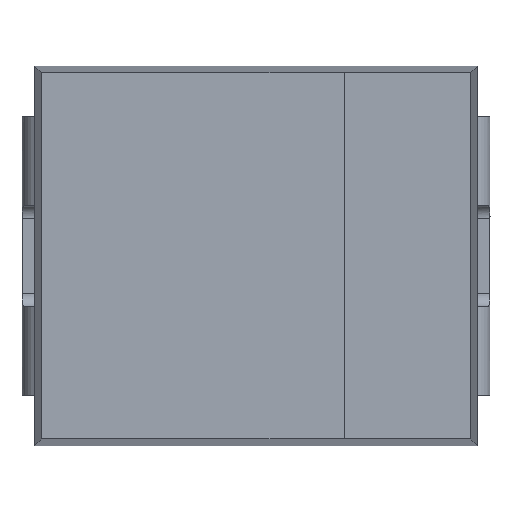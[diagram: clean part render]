
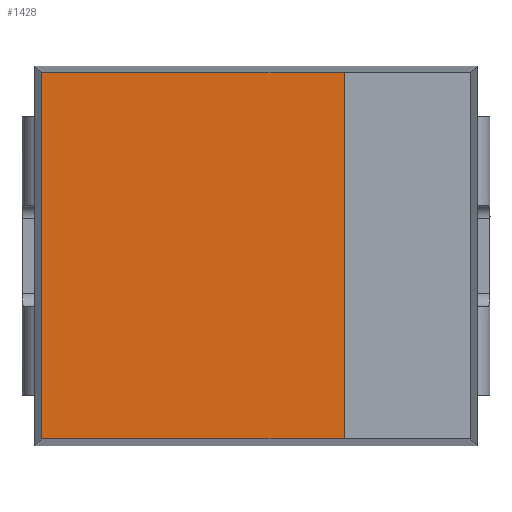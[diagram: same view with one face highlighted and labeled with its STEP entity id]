
A CAD part, top view. The second image highlights one B-rep face of the part: STEP entity #1428.
In plain terms, the highlighted planar face has unit normal (0, 0, 1).
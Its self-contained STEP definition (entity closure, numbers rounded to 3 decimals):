
#49=LINE('',#2108,#209);
#75=LINE('',#2159,#235);
#77=LINE('',#2163,#237);
#78=LINE('',#2164,#238);
#209=VECTOR('',#1698,10.);
#235=VECTOR('',#1744,10.);
#237=VECTOR('',#1748,10.);
#238=VECTOR('',#1749,10.);
#374=PLANE('',#1559);
#459=FACE_OUTER_BOUND('',#547,.T.);
#547=EDGE_LOOP('',(#1050,#1051,#1052,#1053));
#659=VERTEX_POINT('',#2106);
#660=VERTEX_POINT('',#2107);
#675=VERTEX_POINT('',#2158);
#676=VERTEX_POINT('',#2162);
#783=EDGE_CURVE('',#659,#660,#49,.T.);
#809=EDGE_CURVE('',#659,#675,#75,.T.);
#811=EDGE_CURVE('',#676,#660,#77,.T.);
#812=EDGE_CURVE('',#675,#676,#78,.T.);
#1050=ORIENTED_EDGE('',*,*,#783,.T.);
#1051=ORIENTED_EDGE('',*,*,#811,.F.);
#1052=ORIENTED_EDGE('',*,*,#812,.F.);
#1053=ORIENTED_EDGE('',*,*,#809,.F.);
#1428=ADVANCED_FACE('',(#459),#374,.T.);
#1559=AXIS2_PLACEMENT_3D('',#2161,#1746,#1747);
#1698=DIRECTION('',(0.,1.,0.));
#1744=DIRECTION('',(-1.,0.,0.));
#1746=DIRECTION('center_axis',(0.,0.,1.));
#1747=DIRECTION('ref_axis',(1.,0.,0.));
#1748=DIRECTION('',(1.,0.,0.));
#1749=DIRECTION('',(0.,1.,0.));
#2106=CARTESIAN_POINT('',(0.698,-1.448,2.));
#2107=CARTESIAN_POINT('',(0.698,1.448,2.));
#2108=CARTESIAN_POINT('',(0.698,-0.724,2.));
#2158=CARTESIAN_POINT('',(-1.698,-1.448,2.));
#2159=CARTESIAN_POINT('',(-0.875,-1.448,2.));
#2161=CARTESIAN_POINT('Origin',(0.,0.,2.));
#2162=CARTESIAN_POINT('',(-1.698,1.448,2.));
#2163=CARTESIAN_POINT('',(0.875,1.448,2.));
#2164=CARTESIAN_POINT('',(-1.698,0.75,2.));
